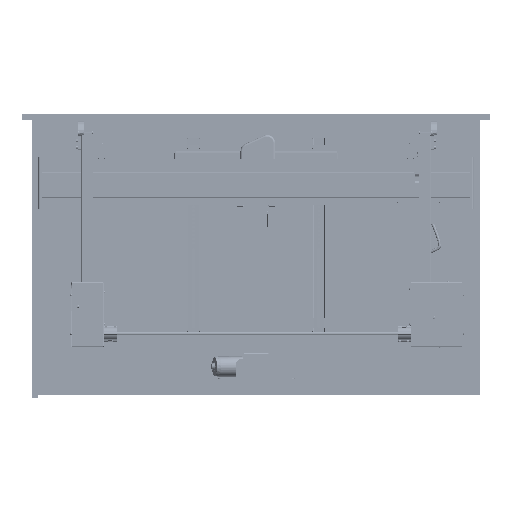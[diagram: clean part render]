
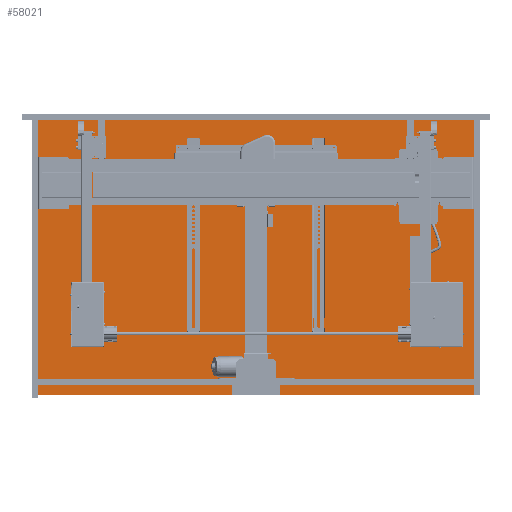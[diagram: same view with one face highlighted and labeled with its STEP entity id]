
A CAD part, top view. The second image highlights one B-rep face of the part: STEP entity #58021.
In plain terms, the highlighted face is planar.
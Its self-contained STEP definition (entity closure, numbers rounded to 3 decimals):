
#57310=CARTESIAN_POINT('',(-685.,-397.5,0.0));
#57311=VERTEX_POINT('',#57310);
#57312=CARTESIAN_POINT('',(705.,-397.5,0.0));
#57313=VERTEX_POINT('',#57312);
#57314=CARTESIAN_POINT('',(-685.,-397.5,0.0));
#57315=DIRECTION('',(1.0,0.0,0.0));
#57316=VECTOR('',#57315,1390.0);
#57317=LINE('',#57314,#57316);
#57318=EDGE_CURVE('',#57311,#57313,#57317,.T.);
#57974=CARTESIAN_POINT('',(705.,457.5,0.0));
#57975=VERTEX_POINT('',#57974);
#57976=CARTESIAN_POINT('',(-685.,457.5,0.0));
#57977=VERTEX_POINT('',#57976);
#57978=CARTESIAN_POINT('',(705.,457.5,0.0));
#57979=DIRECTION('',(-1.0,0.0,0.0));
#57980=VECTOR('',#57979,1390.0);
#57981=LINE('',#57978,#57980);
#57982=EDGE_CURVE('',#57975,#57977,#57981,.T.);
#58000=CARTESIAN_POINT('',(0.0,0.0,0.0));
#58001=DIRECTION('',(0.0,0.0,1.0));
#58002=DIRECTION('',(1.0,0.0,0.0));
#58003=AXIS2_PLACEMENT_3D('',#58000,#58001,#58002);
#58004=PLANE('',#58003);
#58005=CARTESIAN_POINT('',(-685.,457.5,0.0));
#58006=DIRECTION('',(0.0,-1.0,0.0));
#58007=VECTOR('',#58006,855.0);
#58008=LINE('',#58005,#58007);
#58009=EDGE_CURVE('',#57977,#57311,#58008,.T.);
#58010=ORIENTED_EDGE('',*,*,#58009,.F.);
#58011=ORIENTED_EDGE('',*,*,#57982,.F.);
#58012=CARTESIAN_POINT('',(705.,-397.5,0.0));
#58013=DIRECTION('',(0.0,1.0,0.0));
#58014=VECTOR('',#58013,855.0);
#58015=LINE('',#58012,#58014);
#58016=EDGE_CURVE('',#57313,#57975,#58015,.T.);
#58017=ORIENTED_EDGE('',*,*,#58016,.F.);
#58018=ORIENTED_EDGE('',*,*,#57318,.F.);
#58019=EDGE_LOOP('',(#58010,#58011,#58017,#58018));
#58020=FACE_OUTER_BOUND('',#58019,.T.);
#58021=ADVANCED_FACE('',(#58020),#58004,.F.);
